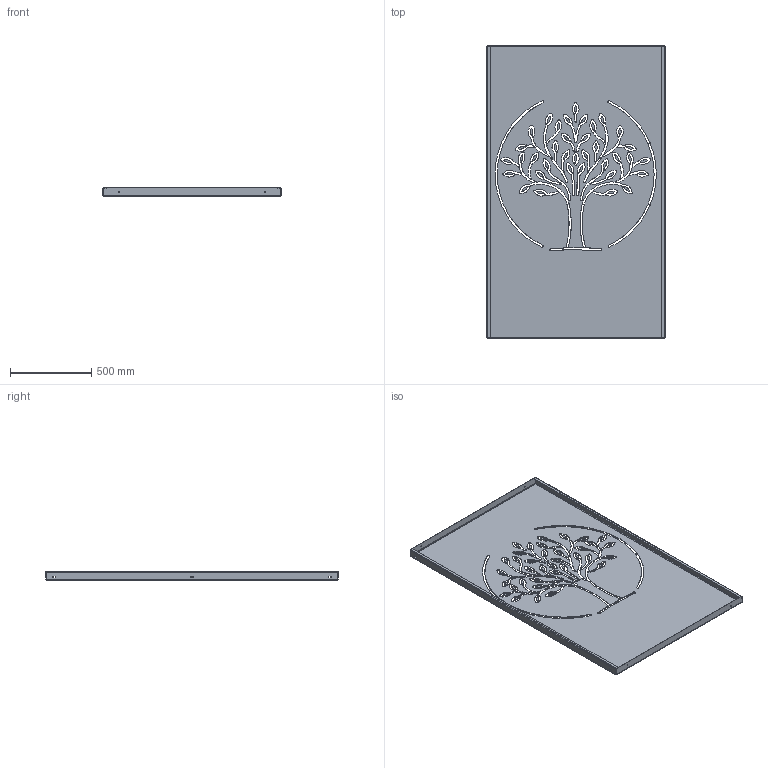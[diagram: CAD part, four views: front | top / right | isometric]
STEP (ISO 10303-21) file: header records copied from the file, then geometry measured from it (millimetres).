
FILE_DESCRIPTION (( 'STEP AP203' ), '1' );
FILE_NAME ('APA05..STEP', '2019-10-18T08:03:26', ( '' ), ( '' ), 'SwSTEP 2.0', 'SolidWorks 2019', '' );
FILE_SCHEMA (( 'CONFIG_CONTROL_DESIGN' ));
Length unit declared in the file: millimetre
Products named in the file (1): APA05.
Bounding box: 1100 x 1800 x 50 mm (x, y, z)
Volume: 6434044.2 mm3; surface area: 4341608.7 mm2
Topology: 1 solids, 1 shells, 796 faces, 2334 edges, 1540 vertices
Faces by surface type: bspline 646, cylinder 76, plane 74
Entity records: 35776 total; most frequent: CARTESIAN_POINT 18740, ORIENTED_EDGE 4668, EDGE_CURVE 2334, VERTEX_POINT 1540, DIRECTION 1479, B_SPLINE_CURVE_WITH_KNOTS 1293, EDGE_LOOP 908, LINE 905
